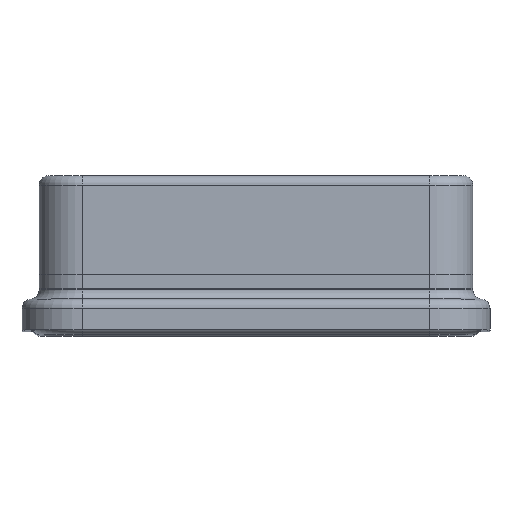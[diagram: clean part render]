
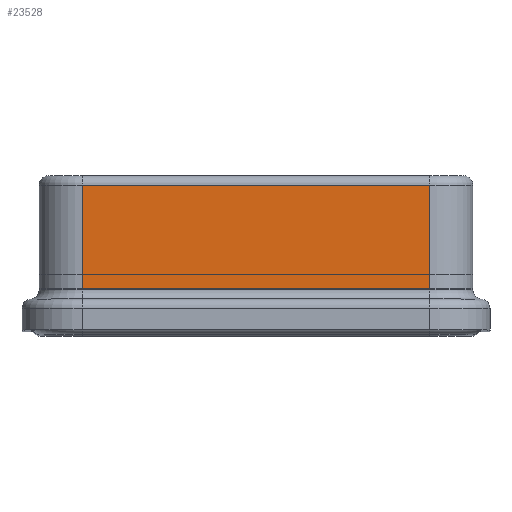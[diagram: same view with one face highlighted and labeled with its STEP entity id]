
A CAD part, top view. The second image highlights one B-rep face of the part: STEP entity #23528.
In plain terms, the highlighted face is planar.
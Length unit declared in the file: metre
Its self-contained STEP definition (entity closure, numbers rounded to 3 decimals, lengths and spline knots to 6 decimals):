
#2317=FACE_OUTER_BOUND('',#3691,.T.);
#3691=EDGE_LOOP('',(#20997,#20998,#20999,#21000));
#5941=LINE('',#37251,#8657);
#6390=LINE('',#38459,#9106);
#6391=LINE('',#38462,#9107);
#6392=LINE('',#38463,#9108);
#8657=VECTOR('',#30434,0.056);
#9106=VECTOR('',#31597,0.0167);
#9107=VECTOR('',#31600,0.056);
#9108=VECTOR('',#31601,0.0167);
#10956=VERTEX_POINT('',#37248);
#10957=VERTEX_POINT('',#37250);
#11359=VERTEX_POINT('',#38457);
#11360=VERTEX_POINT('',#38461);
#14034=EDGE_CURVE('',#10956,#10957,#5941,.T.);
#14626=EDGE_CURVE('',#10957,#11359,#6390,.T.);
#14627=EDGE_CURVE('',#11359,#11360,#6391,.T.);
#14628=EDGE_CURVE('',#11360,#10956,#6392,.T.);
#20997=ORIENTED_EDGE('',*,*,#14627,.F.);
#20998=ORIENTED_EDGE('',*,*,#14626,.F.);
#20999=ORIENTED_EDGE('',*,*,#14034,.F.);
#21000=ORIENTED_EDGE('',*,*,#14628,.F.);
#22325=PLANE('',#25395);
#23528=ADVANCED_FACE('',(#2317),#22325,.T.);
#25395=AXIS2_PLACEMENT_3D('',#38460,#31598,#31599);
#30434=DIRECTION('',(0.,0.,1.));
#31597=DIRECTION('',(0.,1.,0.));
#31598=DIRECTION('center_axis',(1.,0.,0.));
#31599=DIRECTION('ref_axis',(0.,0.,-1.));
#31600=DIRECTION('',(0.,0.,-1.));
#31601=DIRECTION('',(0.,-1.,0.));
#37248=CARTESIAN_POINT('',(0.0755,-0.0002,-0.028));
#37250=CARTESIAN_POINT('',(0.0755,-0.0002,0.028));
#37251=CARTESIAN_POINT('',(0.0755,-0.0002,-0.028));
#38457=CARTESIAN_POINT('',(0.0755,0.0165,0.028));
#38459=CARTESIAN_POINT('',(0.0755,-0.0002,0.028));
#38460=CARTESIAN_POINT('Origin',(0.0755,0.,0.034));
#38461=CARTESIAN_POINT('',(0.0755,0.0165,-0.028));
#38462=CARTESIAN_POINT('',(0.0755,0.0165,0.028));
#38463=CARTESIAN_POINT('',(0.0755,0.0165,-0.028));
